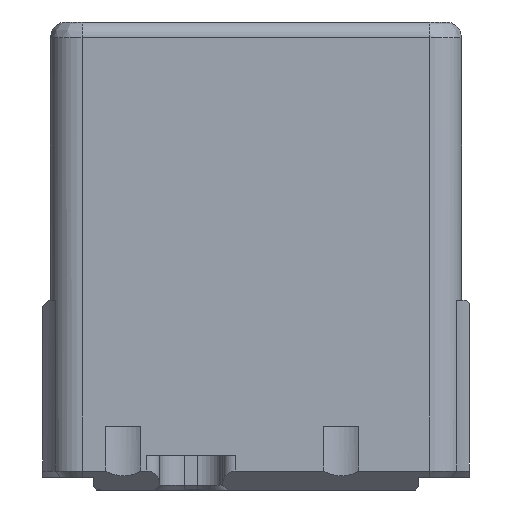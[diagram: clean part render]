
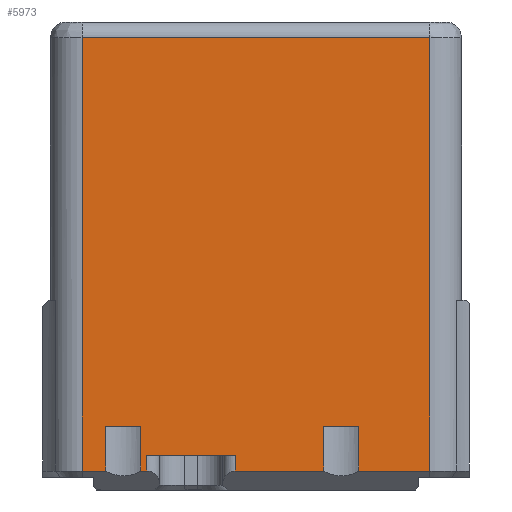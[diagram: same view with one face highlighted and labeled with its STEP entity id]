
A CAD part, left-side view. The second image highlights one B-rep face of the part: STEP entity #5973.
In plain terms, the highlighted planar face has unit normal (-1, 0, 0).
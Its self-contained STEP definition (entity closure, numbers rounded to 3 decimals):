
#788=CARTESIAN_POINT('',(0.,7.4,0.6));
#891=CARTESIAN_POINT('',(0.,10.2,0.6));
#1912=DIRECTION('',(0.,-1.,0.));
#1913=VECTOR('',#1912,1.109);
#1914=CARTESIAN_POINT('',(0.,11.5,2.));
#1915=LINE('',#1914,#1913);
#1919=DIRECTION('',(0.,0.,-1.));
#1920=VECTOR('',#1919,1.4);
#1921=CARTESIAN_POINT('',(0.,11.5,2.));
#1922=LINE('',#1921,#1920);
#1926=DIRECTION('',(0.,1.,0.));
#1927=VECTOR('',#1926,0.75);
#1928=CARTESIAN_POINT('',(0.,11.5,0.6));
#1929=LINE('',#1928,#1927);
#1933=DIRECTION('',(0.,0.,1.));
#1934=VECTOR('',#1933,13.7);
#1935=CARTESIAN_POINT('',(0.,12.25,
0.6));
#1936=LINE('',#1935,#1934);
#1940=DIRECTION('',(0.,-1.,0.));
#1941=VECTOR('',#1940,11.);
#1942=CARTESIAN_POINT('',(0.,12.25,14.3));
#1943=LINE('',#1942,#1941);
#1947=DIRECTION('',(0.,0.,1.));
#1948=VECTOR('',#1947,13.7);
#1949=CARTESIAN_POINT('',(0.,1.25,
0.6));
#1950=LINE('',#1949,#1948);
#1954=DIRECTION('',(0.,1.,0.));
#1955=VECTOR('',#1954,2.25);
#1956=CARTESIAN_POINT('',(0.,1.25,
0.6));
#1957=LINE('',#1956,#1955);
#1961=DIRECTION('',(0.,0.,-1.));
#1962=VECTOR('',#1961,1.4);
#1963=CARTESIAN_POINT('',(0.,3.5,2.));
#1964=LINE('',#1963,#1962);
#1968=DIRECTION('',(0.,-1.,0.));
#1969=VECTOR('',#1968,1.109);
#1970=CARTESIAN_POINT('',(0.,4.61,2.));
#1971=LINE('',#1970,#1969);
#1975=DIRECTION('',(0.,0.,-1.));
#1976=VECTOR('',#1975,1.4);
#1977=CARTESIAN_POINT('',(0.,4.61,2.));
#1978=LINE('',#1977,#1976);
#1982=DIRECTION('',(0.,1.,0.));
#1983=VECTOR('',#1982,2.79);
#1984=CARTESIAN_POINT('',(0.,4.61,0.6));
#1985=LINE('',#1984,#1983);
#1989=DIRECTION('',(0.,0.,-1.));
#1990=VECTOR('',#1989,0.5);
#1991=CARTESIAN_POINT('',(0.,7.4,1.1));
#1992=LINE('',#1991,#1990);
#1996=DIRECTION('',(0.,0.,1.));
#1997=VECTOR('',#1996,0.5);
#1998=CARTESIAN_POINT('',(0.,10.2,0.6));
#1999=LINE('',#1998,#1997);
#2003=DIRECTION('',(0.,1.,0.));
#2004=VECTOR('',#2003,0.19);
#2005=CARTESIAN_POINT('',(0.,10.2,0.6));
#2006=LINE('',#2005,#2004);
#2010=DIRECTION('',(0.,0.,-1.));
#2011=VECTOR('',#2010,1.4);
#2012=CARTESIAN_POINT('',(0.,10.39,2.));
#2013=LINE('',#2012,#2011);
#2623=DIRECTION('',(0.,-1.,0.));
#2624=VECTOR('',#2623,2.8);
#2625=CARTESIAN_POINT('',(0.,10.2,1.1));
#2626=LINE('',#2625,#2624);
#3813=CARTESIAN_POINT('',(0.,12.25,0.6));
#3814=VERTEX_POINT('',#3813);
#3816=CARTESIAN_POINT('',(0.,1.25,0.6));
#3818=VERTEX_POINT('',#3816);
#3951=CARTESIAN_POINT('',(0.,12.25,14.3));
#3952=VERTEX_POINT('',#3951);
#3955=CARTESIAN_POINT('',(0.,1.25,14.3));
#3956=VERTEX_POINT('',#3955);
#4017=VERTEX_POINT('',#788);
#4021=CARTESIAN_POINT('',(0.,7.4,1.1));
#4022=VERTEX_POINT('',#4021);
#4027=VERTEX_POINT('',#891);
#4028=CARTESIAN_POINT('',(0.,10.2,1.1));
#4029=VERTEX_POINT('',#4028);
#4155=CARTESIAN_POINT('',(0.,11.5,2.));
#4156=CARTESIAN_POINT('',(0.,10.39,2.));
#4157=VERTEX_POINT('',#4155);
#4158=VERTEX_POINT('',#4156);
#4159=CARTESIAN_POINT('',(0.,4.61,2.));
#4160=CARTESIAN_POINT('',(0.,3.5,2.));
#4161=VERTEX_POINT('',#4159);
#4162=VERTEX_POINT('',#4160);
#4163=CARTESIAN_POINT('',(0.,4.61,0.6));
#4164=VERTEX_POINT('',#4163);
#4165=CARTESIAN_POINT('',(0.,3.5,0.6));
#4166=VERTEX_POINT('',#4165);
#4167=CARTESIAN_POINT('',(0.,11.5,0.6));
#4168=VERTEX_POINT('',#4167);
#4169=CARTESIAN_POINT('',(0.,10.39,0.6));
#4170=VERTEX_POINT('',#4169);
#5941=CARTESIAN_POINT('',(0.,13.5,0.));
#5942=DIRECTION('',(-1.,0.,0.));
#5943=DIRECTION('',(0.,-1.,0.));
#5944=AXIS2_PLACEMENT_3D('',#5941,#5942,#5943);
#5945=PLANE('',#5944);
#5946=ORIENTED_EDGE('',*,*,#5864,.F.);
#5948=ORIENTED_EDGE('',*,*,#5947,.T.);
#5949=ORIENTED_EDGE('',*,*,#5069,.T.);
#5950=ORIENTED_EDGE('',*,*,#5663,.T.);
#5952=ORIENTED_EDGE('',*,*,#5951,.T.);
#5954=ORIENTED_EDGE('',*,*,#5953,.F.);
#5955=ORIENTED_EDGE('',*,*,#4975,.T.);
#5957=ORIENTED_EDGE('',*,*,#5956,.F.);
#5958=ORIENTED_EDGE('',*,*,#5876,.F.);
#5960=ORIENTED_EDGE('',*,*,#5959,.T.);
#5961=ORIENTED_EDGE('',*,*,#4971,.T.);
#5963=ORIENTED_EDGE('',*,*,#5962,.F.);
#5965=ORIENTED_EDGE('',*,*,#5964,.F.);
#5967=ORIENTED_EDGE('',*,*,#5966,.F.);
#5968=ORIENTED_EDGE('',*,*,#5073,.T.);
#5970=ORIENTED_EDGE('',*,*,#5969,.F.);
#5971=EDGE_LOOP('',(#5946,#5948,#5949,#5950,#5952,#5954,#5955,#5957,#5958,#5960,
#5961,#5963,#5965,#5967,#5968,#5970));
#5972=FACE_OUTER_BOUND('',#5971,.F.);
#4971=EDGE_CURVE('',#4164,#4017,#1985,.T.);
#4975=EDGE_CURVE('',#3818,#4166,#1957,.T.);
#5069=EDGE_CURVE('',#4168,#3814,#1929,.T.);
#5073=EDGE_CURVE('',#4027,#4170,#2006,.T.);
#5663=EDGE_CURVE('',#3814,#3952,#1936,.T.);
#5864=EDGE_CURVE('',#4157,#4158,#1915,.T.);
#5876=EDGE_CURVE('',#4161,#4162,#1971,.T.);
#5947=EDGE_CURVE('',#4157,#4168,#1922,.T.);
#5951=EDGE_CURVE('',#3952,#3956,#1943,.T.);
#5953=EDGE_CURVE('',#3818,#3956,#1950,.T.);
#5956=EDGE_CURVE('',#4162,#4166,#1964,.T.);
#5959=EDGE_CURVE('',#4161,#4164,#1978,.T.);
#5962=EDGE_CURVE('',#4022,#4017,#1992,.T.);
#5964=EDGE_CURVE('',#4029,#4022,#2626,.T.);
#5966=EDGE_CURVE('',#4027,#4029,#1999,.T.);
#5969=EDGE_CURVE('',#4158,#4170,#2013,.T.);
#5973=ADVANCED_FACE('',(#5972),#5945,.T.);
